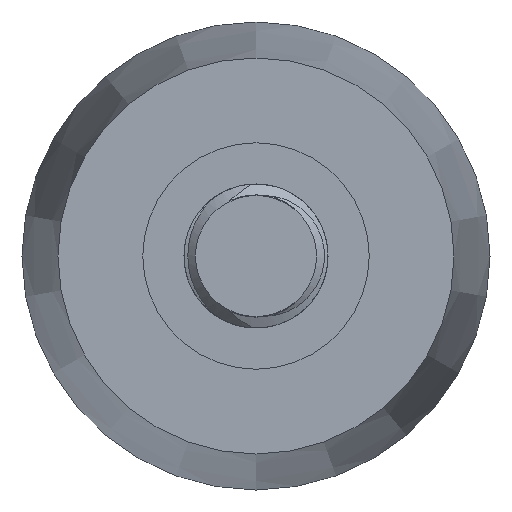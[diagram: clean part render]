
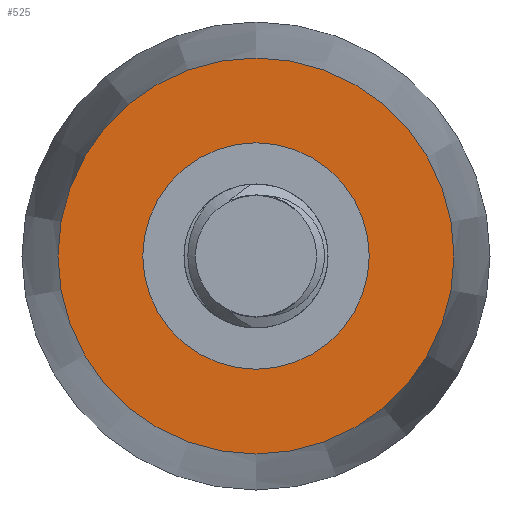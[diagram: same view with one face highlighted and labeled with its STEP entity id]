
A CAD part, left-side view. The second image highlights one B-rep face of the part: STEP entity #525.
In plain terms, the highlighted planar face has unit normal (-1, 0, 0).
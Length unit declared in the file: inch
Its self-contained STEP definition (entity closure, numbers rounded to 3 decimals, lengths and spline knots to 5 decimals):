
#18=PLANE('',#599);
#74=FACE_BOUND('',#223,.T.);
#98=CIRCLE('',#598,0.1965);
#99=CIRCLE('',#600,0.34375);
#142=FACE_OUTER_BOUND('',#222,.T.);
#222=EDGE_LOOP('',(#435));
#223=EDGE_LOOP('',(#436));
#299=VERTEX_POINT('',#1420);
#300=VERTEX_POINT('',#1423);
#348=EDGE_CURVE('',#299,#299,#98,.T.);
#349=EDGE_CURVE('',#300,#300,#99,.T.);
#435=ORIENTED_EDGE('',*,*,#349,.F.);
#436=ORIENTED_EDGE('',*,*,#348,.F.);
#525=ADVANCED_FACE('',(#142,#74),#18,.F.);
#598=AXIS2_PLACEMENT_3D('',#1421,#728,#729);
#599=AXIS2_PLACEMENT_3D('',#1422,#730,#731);
#600=AXIS2_PLACEMENT_3D('',#1424,#732,#733);
#728=DIRECTION('center_axis',(-1.,0.,0.));
#729=DIRECTION('ref_axis',(0.,0.,1.));
#730=DIRECTION('center_axis',(1.,0.,0.));
#731=DIRECTION('ref_axis',(0.,0.,-1.));
#732=DIRECTION('center_axis',(1.,0.,0.));
#733=DIRECTION('ref_axis',(0.,0.,1.));
#1420=CARTESIAN_POINT('',(-0.75,0.,0.1965));
#1421=CARTESIAN_POINT('Origin',(-0.75,0.,0.));
#1422=CARTESIAN_POINT('Origin',(-0.75,0.34375,0.));
#1423=CARTESIAN_POINT('',(-0.75,0.,-0.34375));
#1424=CARTESIAN_POINT('Origin',(-0.75,0.,0.));
